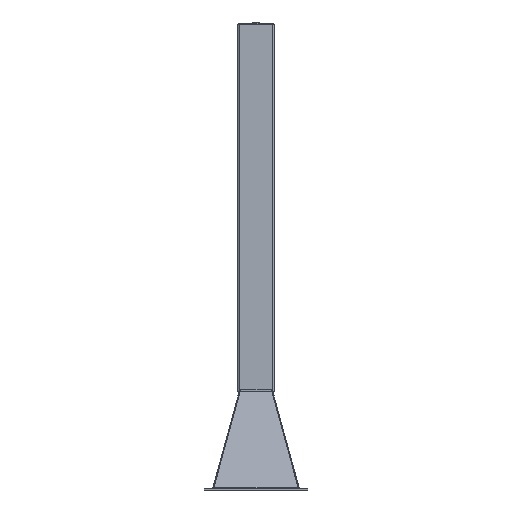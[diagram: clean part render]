
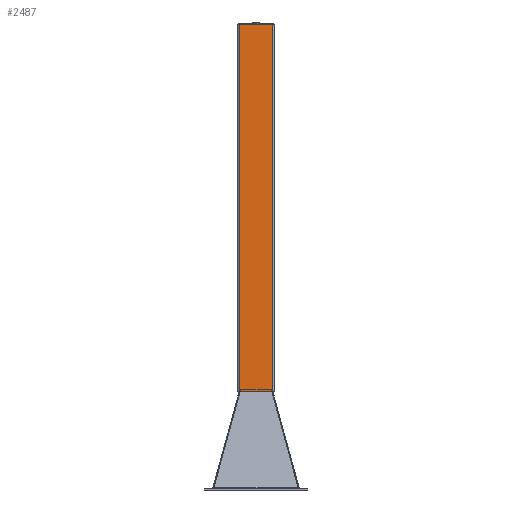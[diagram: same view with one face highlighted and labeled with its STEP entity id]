
A CAD part, left-side view. The second image highlights one B-rep face of the part: STEP entity #2487.
In plain terms, the highlighted face is planar.
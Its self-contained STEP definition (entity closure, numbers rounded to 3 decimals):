
#2487=ADVANCED_FACE('',(#4415),#4416,.T.);
#4415=FACE_OUTER_BOUND('',#11921,.T.);
#4416=PLANE('',#11922);
#11921=EDGE_LOOP('',(#15211,#15212,#15213,#15214));
#11922=AXIS2_PLACEMENT_3D('',#15215,#15216,#15217);
#15211=ORIENTED_EDGE('',*,*,#17900,.T.);
#15212=ORIENTED_EDGE('',*,*,#18064,.F.);
#15213=ORIENTED_EDGE('',*,*,#18065,.T.);
#15214=ORIENTED_EDGE('',*,*,#18066,.T.);
#15215=CARTESIAN_POINT('',(0.,-150.,0.));
#15216=DIRECTION('',(0.,-1.,0.));
#15217=DIRECTION('',(1.,0.,0.));
#17900=EDGE_CURVE('',#19973,#19971,#19974,.T.);
#18064=EDGE_CURVE('',#20196,#19971,#20197,.T.);
#18065=EDGE_CURVE('',#20196,#20198,#20199,.T.);
#18066=EDGE_CURVE('',#20198,#19973,#20200,.T.);
#19971=VERTEX_POINT('',#24406);
#19973=VERTEX_POINT('',#24408);
#19974=LINE('',#24409,#24410);
#20196=VERTEX_POINT('',#25106);
#20197=LINE('',#25107,#25108);
#20198=VERTEX_POINT('',#25109);
#20199=LINE('',#25110,#25111);
#20200=LINE('',#25112,#25113);
#24406=CARTESIAN_POINT('',(-135.,-150.,3000.));
#24408=CARTESIAN_POINT('',(135.,-150.,3000.));
#24409=CARTESIAN_POINT('',(-135.,-150.,3000.));
#24410=VECTOR('',#27034,1.);
#25106=CARTESIAN_POINT('',(-135.,-150.,0.));
#25107=CARTESIAN_POINT('',(-135.,-150.,0.));
#25108=VECTOR('',#27176,1.);
#25109=CARTESIAN_POINT('',(135.,-150.,0.));
#25110=CARTESIAN_POINT('',(-135.,-150.,0.));
#25111=VECTOR('',#27177,1.);
#25112=CARTESIAN_POINT('',(135.,-150.,0.));
#25113=VECTOR('',#27178,1.);
#27034=DIRECTION('',(-1.,0.,0.));
#27176=DIRECTION('',(0.,0.,1.));
#27177=DIRECTION('',(1.,0.,0.));
#27178=DIRECTION('',(0.,0.,1.));
